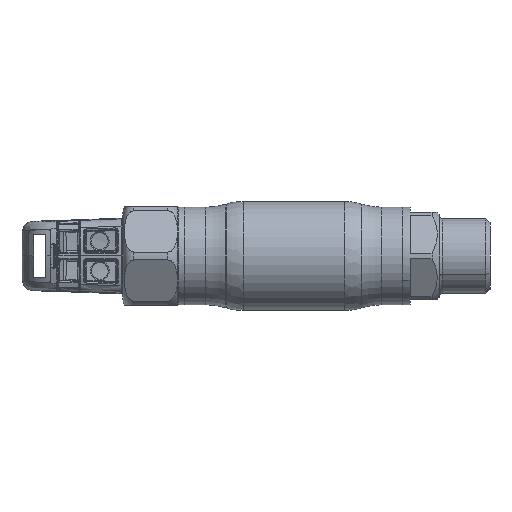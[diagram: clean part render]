
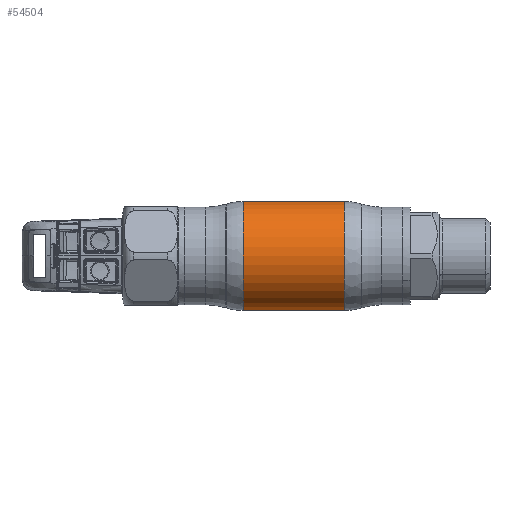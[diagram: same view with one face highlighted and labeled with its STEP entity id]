
A CAD part, front view. The second image highlights one B-rep face of the part: STEP entity #54504.
In plain terms, the highlighted cylindrical face has radius 15 mm (diameter 30 mm), a partial arc.
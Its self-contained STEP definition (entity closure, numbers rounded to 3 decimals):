
#263 = EDGE_CURVE ( 'NONE', #47604, #3288, #27880, .T. ) ;
#761 = DIRECTION ( 'NONE',  ( -1., 0., 0. ) ) ;
#3288 = VERTEX_POINT ( 'NONE', #66383 ) ;
#4100 = LINE ( 'NONE', #20776, #34724 ) ;
#4269 = DIRECTION ( 'NONE',  ( -1., 0., 0. ) ) ;
#4428 = ORIENTED_EDGE ( 'NONE', *, *, #44089, .T. ) ;
#6083 = DIRECTION ( 'NONE',  ( 0., 0., 1. ) ) ;
#6872 = CARTESIAN_POINT ( 'NONE',  ( -13.909, 0., 0. ) ) ;
#7425 = VERTEX_POINT ( 'NONE', #42861 ) ;
#9328 = CYLINDRICAL_SURFACE ( 'NONE', #48089, 15. ) ;
#11851 = LINE ( 'NONE', #20865, #16142 ) ;
#14692 = DIRECTION ( 'NONE',  ( -1., 0., 0. ) ) ;
#15460 = FACE_OUTER_BOUND ( 'NONE', #63232, .T. ) ;
#16142 = VECTOR ( 'NONE', #4269, 1000. ) ;
#20776 = CARTESIAN_POINT ( 'NONE',  ( -62.69, 0., 15. ) ) ;
#20865 = CARTESIAN_POINT ( 'NONE',  ( -62.69, 0., -15. ) ) ;
#21921 = CARTESIAN_POINT ( 'NONE',  ( 13.909, 0., 0. ) ) ;
#27539 = DIRECTION ( 'NONE',  ( -1., 0., 0. ) ) ;
#27880 = CIRCLE ( 'NONE', #44822, 15. ) ;
#31037 = AXIS2_PLACEMENT_3D ( 'NONE', #6872, #761, #45455 ) ;
#32960 = DIRECTION ( 'NONE',  ( 0., 0., 1. ) ) ;
#34724 = VECTOR ( 'NONE', #14692, 1000. ) ;
#37771 = EDGE_CURVE ( 'NONE', #7425, #45712, #59413, .T. ) ;
#39501 = CARTESIAN_POINT ( 'NONE',  ( -13.909, 0., 15. ) ) ;
#42861 = CARTESIAN_POINT ( 'NONE',  ( -13.909, 0., -15. ) ) ;
#43691 = ORIENTED_EDGE ( 'NONE', *, *, #263, .T. ) ;
#44089 = EDGE_CURVE ( 'NONE', #3288, #45712, #4100, .T. ) ;
#44211 = DIRECTION ( 'NONE',  ( -1., 0., 0. ) ) ;
#44822 = AXIS2_PLACEMENT_3D ( 'NONE', #21921, #27539, #6083 ) ;
#45455 = DIRECTION ( 'NONE',  ( 0., 0., 1. ) ) ;
#45712 = VERTEX_POINT ( 'NONE', #39501 ) ;
#47201 = ORIENTED_EDGE ( 'NONE', *, *, #37771, .F. ) ;
#47604 = VERTEX_POINT ( 'NONE', #64868 ) ;
#48089 = AXIS2_PLACEMENT_3D ( 'NONE', #60355, #44211, #32960 ) ;
#54504 = ADVANCED_FACE ( 'NONE', ( #15460 ), #9328, .T. ) ;
#59058 = ORIENTED_EDGE ( 'NONE', *, *, #61586, .F. ) ;
#59413 = CIRCLE ( 'NONE', #31037, 15. ) ;
#60355 = CARTESIAN_POINT ( 'NONE',  ( -62.69, 0., 0. ) ) ;
#61586 = EDGE_CURVE ( 'NONE', #47604, #7425, #11851, .T. ) ;
#63232 = EDGE_LOOP ( 'NONE', ( #59058, #43691, #4428, #47201 ) ) ;
#64868 = CARTESIAN_POINT ( 'NONE',  ( 13.909, 0., -15. ) ) ;
#66383 = CARTESIAN_POINT ( 'NONE',  ( 13.909, 0., 15. ) ) ;
